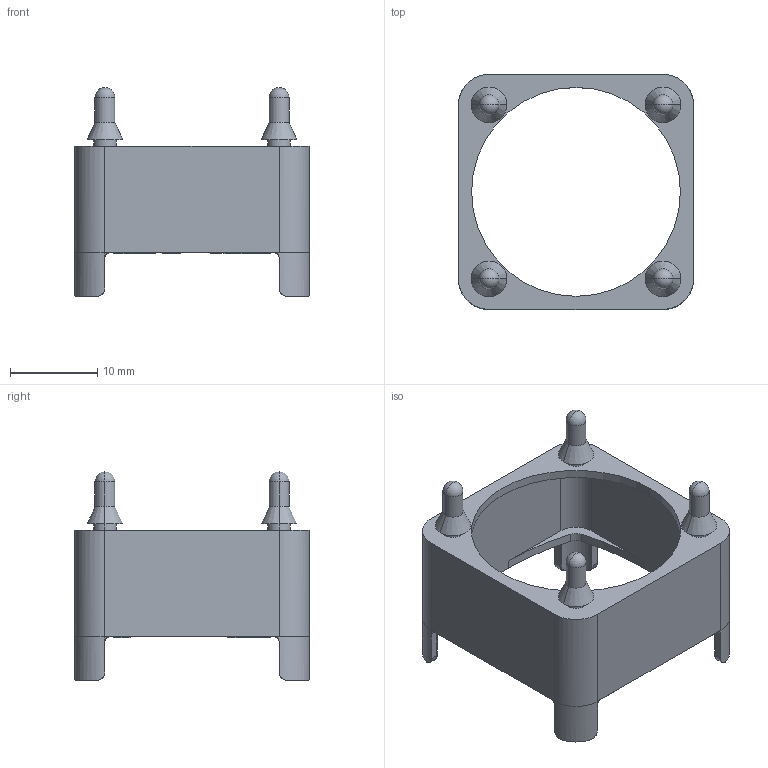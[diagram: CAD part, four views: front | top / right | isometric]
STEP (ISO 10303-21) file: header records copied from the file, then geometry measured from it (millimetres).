
FILE_DESCRIPTION((''),'2;1');
FILE_NAME('SLM-25-100-10.stp','2014-10-28T16:41:33',(''),(''),'Mechanical Desktop.R8.0.24.0','Mechanical Desktop.R8.0.24.0',', , ');
FILE_SCHEMA(('CONFIG_CONTROL_DESIGN'));
Length unit declared in the file: millimetre
Products named in the file (2): SLM-25-100-10A; SLM-25-100-10
Assembly tree (1 placements, depth 2):
  SLM-25-100-10A
    SLM-25-100-10
Bounding box: 27 x 27 x 24 mm (x, y, z)
Volume: 1659.6 mm3; surface area: 3480 mm2
Topology: 1 solids, 1 shells, 1691 faces, 4779 edges, 3154 vertices
Faces by surface type: bspline 1273, plane 284, cylinder 98, sphere 24, cone 8, torus 4
Entity records: 62072 total; most frequent: CARTESIAN_POINT 26979, ORIENTED_EDGE 9510, EDGE_CURVE 4755, DIRECTION 3265, VERTEX_POINT 3154, B_SPLINE_CURVE_WITH_KNOTS 2562, VECTOR 1961, LINE 1961
